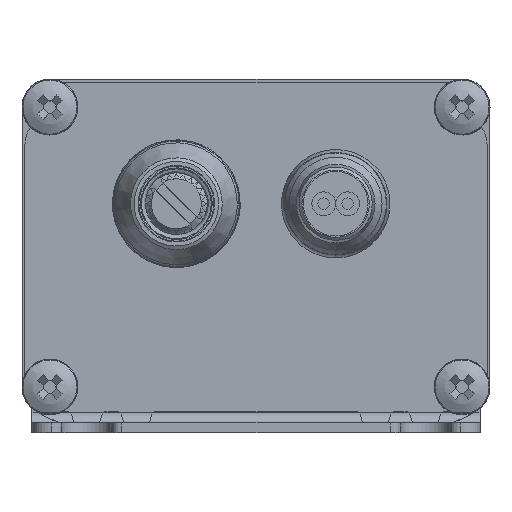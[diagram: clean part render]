
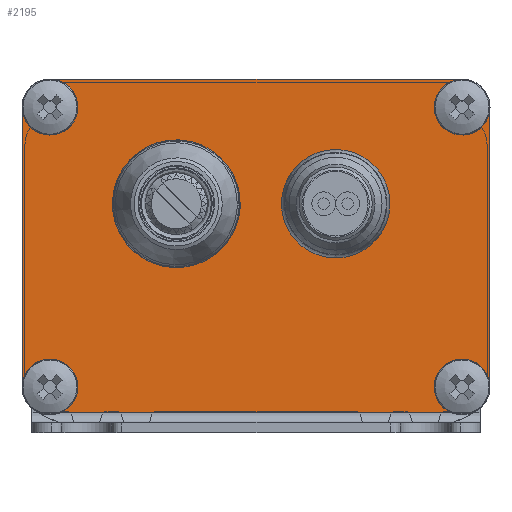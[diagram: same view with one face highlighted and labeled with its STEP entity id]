
A CAD part, left-side view. The second image highlights one B-rep face of the part: STEP entity #2195.
In plain terms, the highlighted planar face has unit normal (-1, 0, 0).
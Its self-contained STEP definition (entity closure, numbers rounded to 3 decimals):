
#2195=ADVANCED_FACE('',(#6845,#6847,#6849),#6851,.T.);
#6845=FACE_BOUND('',#6846,.T.);
#6846=EDGE_LOOP('',(#10690,#10691,#10692,#10693,#10694,#10695,#10696,#10697,#10698,
#10699,#10700));
#6847=FACE_BOUND('',#6848,.T.);
#6848=EDGE_LOOP('',(#10701));
#6849=FACE_BOUND('',#6850,.T.);
#6850=EDGE_LOOP('',(#10702));
#6851=PLANE('',#6852);
#6852=AXIS2_PLACEMENT_3D('',#6853,#6854,#6855);
#6853=CARTESIAN_POINT('',(-82.,0.,0.));
#6854=DIRECTION('',(-1.,0.,0.));
#6855=DIRECTION('',(0.,-1.,0.));
#10690=ORIENTED_EDGE('',*,*,#12381,.T.);
#10691=ORIENTED_EDGE('',*,*,#12379,.T.);
#10692=ORIENTED_EDGE('',*,*,#12376,.T.);
#10693=ORIENTED_EDGE('',*,*,#12375,.T.);
#10694=ORIENTED_EDGE('',*,*,#12373,.T.);
#10695=ORIENTED_EDGE('',*,*,#12369,.T.);
#10696=ORIENTED_EDGE('',*,*,#12367,.T.);
#10697=ORIENTED_EDGE('',*,*,#12364,.T.);
#10698=ORIENTED_EDGE('',*,*,#12363,.T.);
#10699=ORIENTED_EDGE('',*,*,#12443,.F.);
#10700=ORIENTED_EDGE('',*,*,#12382,.T.);
#10701=ORIENTED_EDGE('',*,*,#12444,.F.);
#10702=ORIENTED_EDGE('',*,*,#12445,.F.);
#12363=EDGE_CURVE('',#13970,#13968,#13971,.T.);
#12364=EDGE_CURVE('',#13972,#13970,#13973,.T.);
#12367=EDGE_CURVE('',#13977,#13972,#13978,.T.);
#12369=EDGE_CURVE('',#13980,#13977,#13981,.T.);
#12373=EDGE_CURVE('',#13987,#13980,#13988,.T.);
#12375=EDGE_CURVE('',#13990,#13987,#13991,.T.);
#12376=EDGE_CURVE('',#13992,#13990,#13993,.T.);
#12379=EDGE_CURVE('',#13997,#13992,#13998,.T.);
#12381=EDGE_CURVE('',#14000,#13997,#14001,.T.);
#12382=EDGE_CURVE('',#14002,#14000,#14003,.T.);
#12443=EDGE_CURVE('',#14002,#13968,#14095,.T.);
#12444=EDGE_CURVE('',#14096,#14096,#14097,.F.);
#12445=EDGE_CURVE('',#14098,#14098,#14099,.F.);
#13968=VERTEX_POINT('',#18111);
#13970=VERTEX_POINT('',#18137);
#13971=CIRCLE('',#18138,2.8);
#13972=VERTEX_POINT('',#18142);
#13973=CIRCLE('',#18143,2.8);
#13977=VERTEX_POINT('',#18155);
#13978=LINE('',#18156,#18157);
#13980=VERTEX_POINT('',#18162);
#13981=CIRCLE('',#18163,2.8);
#13987=VERTEX_POINT('',#18180);
#13988=LINE('',#18181,#18182);
#13990=VERTEX_POINT('',#18187);
#13991=CIRCLE('',#18188,2.8);
#13992=VERTEX_POINT('',#18192);
#13993=CIRCLE('',#18193,2.8);
#13997=VERTEX_POINT('',#18205);
#13998=LINE('',#18206,#18207);
#14000=VERTEX_POINT('',#18212);
#14001=CIRCLE('',#18213,2.8);
#14002=VERTEX_POINT('',#18217);
#14003=CIRCLE('',#18218,2.8);
#14095=LINE('',#18466,#18467);
#14096=VERTEX_POINT('',#18469);
#14097=CIRCLE('',#18470,6.121);
#14098=VERTEX_POINT('',#18474);
#14099=CIRCLE('',#18475,5.1);
#18111=CARTESIAN_POINT('',(-82.,19.661,2.));
#18137=CARTESIAN_POINT('',(-82.,22.68,6.58));
#18138=AXIS2_PLACEMENT_3D('',#18139,#18140,#18141);
#18139=CARTESIAN_POINT('',(-82.,20.7,4.6));
#18140=DIRECTION('',(1.,0.,0.));
#18141=DIRECTION('',(0.,0.707,0.707));
#18142=CARTESIAN_POINT('',(-82.,23.5,4.6));
#18143=AXIS2_PLACEMENT_3D('',#18144,#18145,#18146);
#18144=CARTESIAN_POINT('',(-82.,20.7,4.6));
#18145=DIRECTION('',(1.,0.,0.));
#18146=DIRECTION('',(0.,1.,0.));
#18155=CARTESIAN_POINT('',(-82.,23.5,32.7));
#18156=CARTESIAN_POINT('',(-82.,23.5,32.7));
#18157=VECTOR('',#18158,1.);
#18158=DIRECTION('',(0.,0.,-1.));
#18162=CARTESIAN_POINT('',(-82.,20.7,35.5));
#18163=AXIS2_PLACEMENT_3D('',#18164,#18165,#18166);
#18164=CARTESIAN_POINT('',(-82.,20.7,32.7));
#18165=DIRECTION('',(1.,0.,0.));
#18166=DIRECTION('',(0.,0.,1.));
#18180=CARTESIAN_POINT('',(-82.,-20.7,35.5));
#18181=CARTESIAN_POINT('',(-82.,-20.7,35.5));
#18182=VECTOR('',#18183,1.);
#18183=DIRECTION('',(0.,1.,0.));
#18187=CARTESIAN_POINT('',(-82.,-18.72,34.68));
#18188=AXIS2_PLACEMENT_3D('',#18189,#18190,#18191);
#18189=CARTESIAN_POINT('',(-82.,-20.7,32.7));
#18190=DIRECTION('',(1.,0.,0.));
#18191=DIRECTION('',(0.,0.707,0.707));
#18192=CARTESIAN_POINT('',(-82.,-23.5,32.7));
#18193=AXIS2_PLACEMENT_3D('',#18194,#18195,#18196);
#18194=CARTESIAN_POINT('',(-82.,-20.7,32.7));
#18195=DIRECTION('',(1.,0.,0.));
#18196=DIRECTION('',(0.,-1.,0.));
#18205=CARTESIAN_POINT('',(-82.,-23.5,4.6));
#18206=CARTESIAN_POINT('',(-82.,-23.5,4.6));
#18207=VECTOR('',#18208,1.);
#18208=DIRECTION('',(0.,0.,1.));
#18212=CARTESIAN_POINT('',(-82.,-18.72,6.58));
#18213=AXIS2_PLACEMENT_3D('',#18214,#18215,#18216);
#18214=CARTESIAN_POINT('',(-82.,-20.7,4.6));
#18215=DIRECTION('',(1.,0.,0.));
#18216=DIRECTION('',(0.,0.707,0.707));
#18217=CARTESIAN_POINT('',(-82.,-19.661,2.));
#18218=AXIS2_PLACEMENT_3D('',#18219,#18220,#18221);
#18219=CARTESIAN_POINT('',(-82.,-20.7,4.6));
#18220=DIRECTION('',(1.,0.,0.));
#18221=DIRECTION('',(0.,0.371,-0.929));
#18466=CARTESIAN_POINT('',(-82.,-19.661,2.));
#18467=VECTOR('',#18468,1.);
#18468=DIRECTION('',(0.,1.,0.));
#18469=CARTESIAN_POINT('',(-82.,2.536,25.758));
#18470=AXIS2_PLACEMENT_3D('',#18471,#18472,#18473);
#18471=CARTESIAN_POINT('',(-82.,8.,23.));
#18472=DIRECTION('',(1.,0.,0.));
#18473=DIRECTION('',(0.,-0.893,0.451));
#18474=CARTESIAN_POINT('',(-82.,-8.,28.1));
#18475=AXIS2_PLACEMENT_3D('',#18476,#18477,#18478);
#18476=CARTESIAN_POINT('',(-82.,-8.,23.));
#18477=DIRECTION('',(1.,0.,0.));
#18478=DIRECTION('',(0.,0.,1.));
